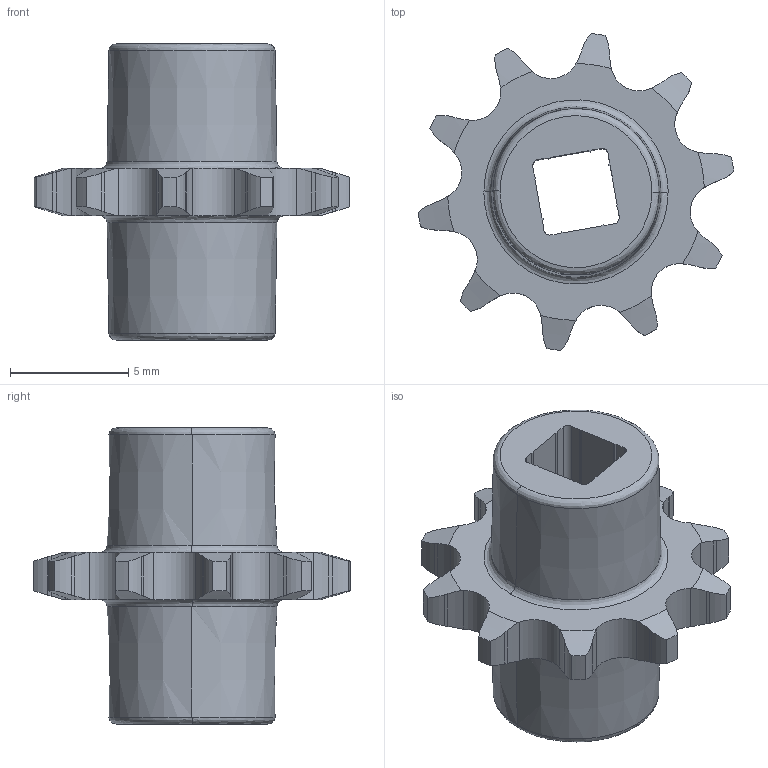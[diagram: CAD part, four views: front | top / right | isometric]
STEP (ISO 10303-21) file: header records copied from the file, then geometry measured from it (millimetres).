
FILE_DESCRIPTION (( 'STEP AP203' ), '1' );
FILE_NAME ('VEX-10-TOOTH-SPROCKET.STEP', '2007-08-25T23:13:00', ( 'Innovation First, Inc.' ), ( 'Innovation First, Inc.' ), 'SwSTEP 2.0', 'SolidWorks 2006052', '' );
FILE_SCHEMA (( 'CONFIG_CONTROL_DESIGN' ));
Length unit declared in the file: inch
Products named in the file (1): VEX-10-TOOTH-SPROCKET
Bounding box: 13.32 x 13.38 x 12.5 mm (x, y, z)
Volume: 480.3 mm3; surface area: 655.3 mm2
Topology: 1 solids, 1 shells, 163 faces, 485 edges, 326 vertices
Faces by surface type: cylinder 79, plane 52, cone 24, bspline 8
Entity records: 6075 total; most frequent: CARTESIAN_POINT 1756, ORIENTED_EDGE 970, DIRECTION 819, EDGE_CURVE 485, VERTEX_POINT 326, AXIS2_PLACEMENT_3D 316, VECTOR 187, LINE 187
